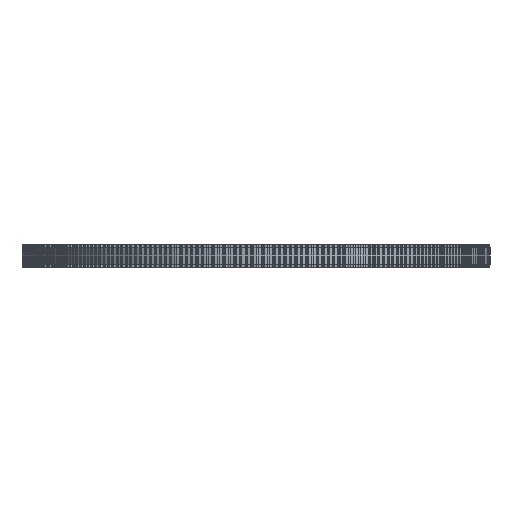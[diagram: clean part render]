
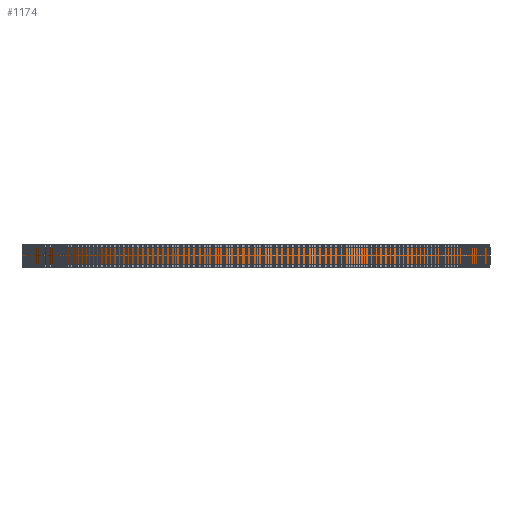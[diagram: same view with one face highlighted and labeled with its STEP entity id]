
A CAD part, left-side view. The second image highlights one B-rep face of the part: STEP entity #1174.
In plain terms, the highlighted cylindrical face has radius 83.716 mm (diameter 167.431 mm), a full revolution.
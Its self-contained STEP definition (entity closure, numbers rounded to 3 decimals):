
#97=FACE_BOUND('',#4336,.T.);
#98=FACE_BOUND('',#4337,.T.);
#1174=ADVANCED_FACE('',(#97,#98),#2227,.T.);
#2227=CYLINDRICAL_SURFACE('',#23287,83.716);
#4336=EDGE_LOOP('',(#12754));
#4337=EDGE_LOOP('',(#12755));
#12754=ORIENTED_EDGE('',*,*,#18018,.T.);
#12755=ORIENTED_EDGE('',*,*,#18019,.T.);
#14860=VERTEX_POINT('',#36980);
#14861=VERTEX_POINT('',#36982);
#18018=EDGE_CURVE('',#14860,#14860,#20124,.T.);
#18019=EDGE_CURVE('',#14861,#14861,#20125,.T.);
#20124=CIRCLE('',#23285,83.716);
#20125=CIRCLE('',#23286,83.716);
#23285=AXIS2_PLACEMENT_3D('',#36979,#30658,#30659);
#23286=AXIS2_PLACEMENT_3D('',#36981,#30660,#30661);
#23287=AXIS2_PLACEMENT_3D('',#36983,#30662,#30663);
#30658=DIRECTION('',(0.,0.,1.));
#30659=DIRECTION('',(1.,0.,0.));
#30660=DIRECTION('',(0.,0.,-1.));
#30661=DIRECTION('',(1.,0.,0.));
#30662=DIRECTION('',(0.,0.,1.));
#30663=DIRECTION('',(1.,0.,0.));
#36979=CARTESIAN_POINT('',(0.,0.,1.));
#36980=CARTESIAN_POINT('',(83.716,0.,1.));
#36981=CARTESIAN_POINT('',(0.,0.,7.));
#36982=CARTESIAN_POINT('',(83.716,0.,7.));
#36983=CARTESIAN_POINT('',(0.,0.,1.));
